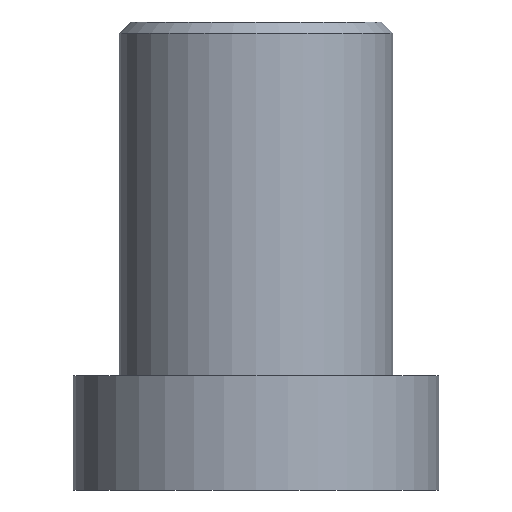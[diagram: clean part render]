
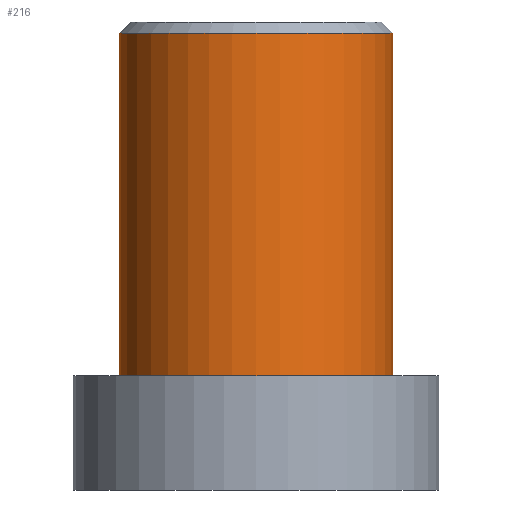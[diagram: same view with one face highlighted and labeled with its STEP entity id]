
A CAD part, front view. The second image highlights one B-rep face of the part: STEP entity #216.
In plain terms, the highlighted cylindrical face has radius 6 mm (diameter 12 mm), a partial arc.
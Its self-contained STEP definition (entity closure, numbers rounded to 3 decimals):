
#135=CARTESIAN_POINT('Vertex',(6.,0.,20.)) ;
#142=CARTESIAN_POINT('Vertex',(-6.,0.,20.)) ;
#162=CARTESIAN_POINT('Axis2P3D Location',(0.,0.,20.)) ;
#174=CARTESIAN_POINT('Axis2P3D Location',(0.,0.,10.25)) ;
#179=CARTESIAN_POINT('Line Origine',(6.,0.,10.25)) ;
#183=CARTESIAN_POINT('Vertex',(6.,0.,5.)) ;
#190=CARTESIAN_POINT('Vertex',(-6.,0.,5.)) ;
#193=CARTESIAN_POINT('Line Origine',(-6.,0.,10.25)) ;
#205=CARTESIAN_POINT('Axis2P3D Location',(0.,0.,5.)) ;
#163=DIRECTION('Axis2P3D Direction',(0.,0.,1.)) ;
#175=DIRECTION('Axis2P3D Direction',(0.,0.,1.)) ;
#176=DIRECTION('Axis2P3D XDirection',(1.,0.,0.)) ;
#180=DIRECTION('Vector Direction',(0.,0.,1.)) ;
#194=DIRECTION('Vector Direction',(0.,0.,1.)) ;
#206=DIRECTION('Axis2P3D Direction',(0.,0.,1.)) ;
#164=AXIS2_PLACEMENT_3D('Circle Axis2P3D',#162,#163,$) ;
#177=AXIS2_PLACEMENT_3D('Cylinder Axis2P3D',#174,#175,#176) ;
#207=AXIS2_PLACEMENT_3D('Circle Axis2P3D',#205,#206,$) ;
#211=ORIENTED_EDGE('',*,*,#197,.F.) ;
#212=ORIENTED_EDGE('',*,*,#209,.T.) ;
#213=ORIENTED_EDGE('',*,*,#185,.T.) ;
#214=ORIENTED_EDGE('',*,*,#166,.F.) ;
#181=VECTOR('Line Direction',#180,1.) ;
#195=VECTOR('Line Direction',#194,1.) ;
#216=ADVANCED_FACE('PartBody',(#215),#178,.T.) ;
#165=CIRCLE('generated circle',#164,6.) ;
#208=CIRCLE('generated circle',#207,6.) ;
#178=CYLINDRICAL_SURFACE('generated cylinder',#177,6.) ;
#166=EDGE_CURVE('',#143,#136,#165,.T.) ;
#185=EDGE_CURVE('',#184,#136,#182,.T.) ;
#197=EDGE_CURVE('',#191,#143,#196,.T.) ;
#209=EDGE_CURVE('',#191,#184,#208,.T.) ;
#210=EDGE_LOOP('',(#211,#212,#213,#214)) ;
#215=FACE_OUTER_BOUND('',#210,.T.) ;
#182=LINE('Line',#179,#181) ;
#196=LINE('Line',#193,#195) ;
#136=VERTEX_POINT('',#135) ;
#143=VERTEX_POINT('',#142) ;
#184=VERTEX_POINT('',#183) ;
#191=VERTEX_POINT('',#190) ;
